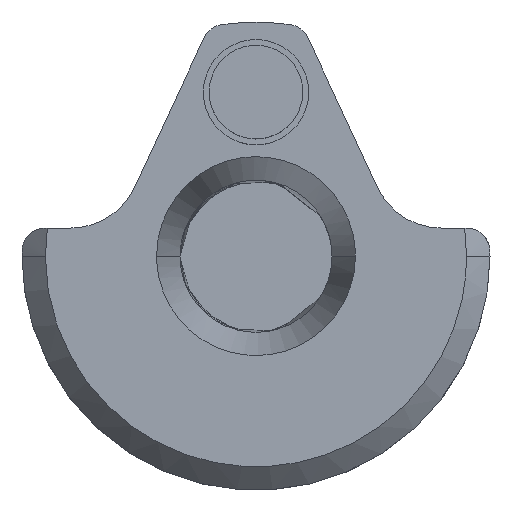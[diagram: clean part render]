
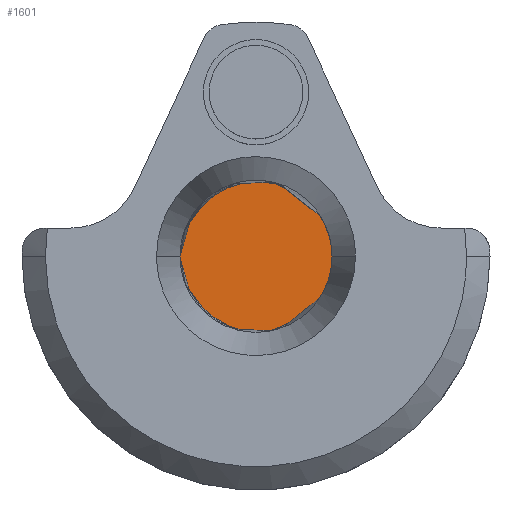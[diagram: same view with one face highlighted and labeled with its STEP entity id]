
A CAD part, top view. The second image highlights one B-rep face of the part: STEP entity #1601.
In plain terms, the highlighted free-form (B-spline) face has degree [1, 1] with [2, 2] control points.
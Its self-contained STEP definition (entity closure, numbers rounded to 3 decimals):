
#227 = VERTEX_POINT('',#228);
#228 = CARTESIAN_POINT('',(29.152,0.,-164.147));
#323 = VERTEX_POINT('',#324);
#324 = CARTESIAN_POINT('',(-29.152,0.,
    -164.147));
#329 = EDGE_CURVE('',#323,#227,#330,.T.);
#330 = ( BOUNDED_CURVE() B_SPLINE_CURVE(2,(#331,#332,#333,#334,#335),
.UNSPECIFIED.,.F.,.F.) B_SPLINE_CURVE_WITH_KNOTS((3,2,3),(3.142,
4.712,6.283),.PIECEWISE_BEZIER_KNOTS.) CURVE() 
GEOMETRIC_REPRESENTATION_ITEM() RATIONAL_B_SPLINE_CURVE((1.,
0.707,1.,0.707,1.)) REPRESENTATION_ITEM('') );
#331 = CARTESIAN_POINT('',(-29.152,0.,
    -164.147));
#332 = CARTESIAN_POINT('',(-29.152,-29.152,
    -164.147));
#333 = CARTESIAN_POINT('',(0.,-29.152,
    -164.147));
#334 = CARTESIAN_POINT('',(29.152,-29.152,
    -164.147));
#335 = CARTESIAN_POINT('',(29.152,0.,
    -164.147));
#1582 = EDGE_CURVE('',#227,#323,#1583,.T.);
#1583 = ( BOUNDED_CURVE() B_SPLINE_CURVE(2,(#1584,#1585,#1586,#1587,
#1588),.UNSPECIFIED.,.F.,.F.) B_SPLINE_CURVE_WITH_KNOTS((3,2,3),(0.,
1.571,3.142),.PIECEWISE_BEZIER_KNOTS.) CURVE() 
GEOMETRIC_REPRESENTATION_ITEM() RATIONAL_B_SPLINE_CURVE((1.,
0.707,1.,0.707,1.)) REPRESENTATION_ITEM('') );
#1584 = CARTESIAN_POINT('',(29.152,0.,-164.147));
#1585 = CARTESIAN_POINT('',(29.152,29.152,
    -164.147));
#1586 = CARTESIAN_POINT('',(0.,29.152,
    -164.147));
#1587 = CARTESIAN_POINT('',(-29.152,29.152,
    -164.147));
#1588 = CARTESIAN_POINT('',(-29.152,0.,
    -164.147));
#1601 = ADVANCED_FACE('',(#1602),#1606,.T.);
#1602 = FACE_BOUND('',#1603,.T.);
#1603 = EDGE_LOOP('',(#1604,#1605));
#1604 = ORIENTED_EDGE('',*,*,#1582,.T.);
#1605 = ORIENTED_EDGE('',*,*,#329,.T.);
#1606 = B_SPLINE_SURFACE_WITH_KNOTS('',1,1,(
    (#1607,#1608)
    ,(#1609,#1610
    )),.UNSPECIFIED.,.F.,.F.,.F.,(2,2),(2,2),(-32.5,32.5),(-32.5,32.5),
  .PIECEWISE_BEZIER_KNOTS.);
#1607 = CARTESIAN_POINT('',(-29.152,-29.152,
    -164.147));
#1608 = CARTESIAN_POINT('',(-29.152,29.152,
    -164.147));
#1609 = CARTESIAN_POINT('',(29.152,-29.152,
    -164.147));
#1610 = CARTESIAN_POINT('',(29.152,29.152,
    -164.147));
